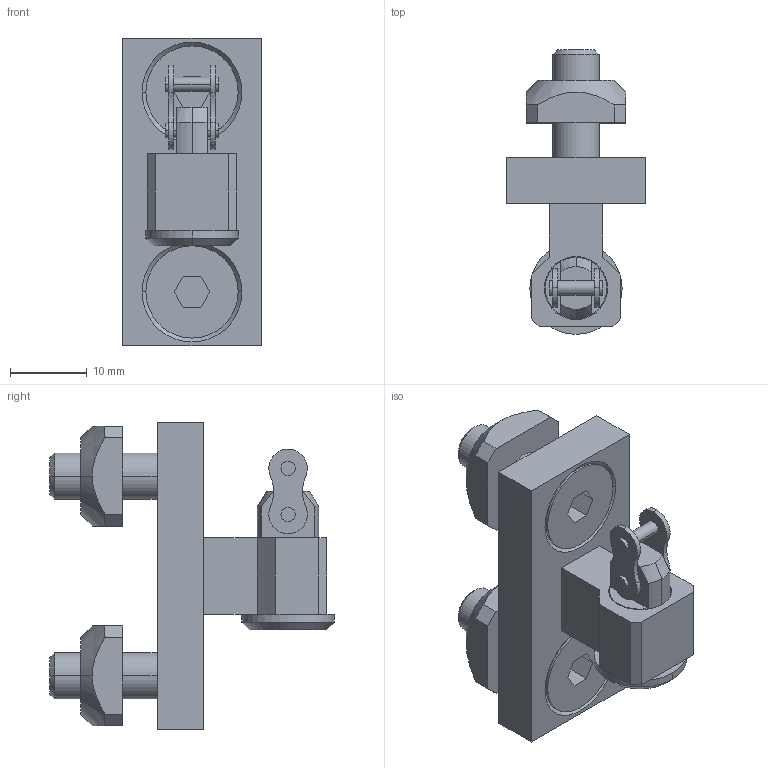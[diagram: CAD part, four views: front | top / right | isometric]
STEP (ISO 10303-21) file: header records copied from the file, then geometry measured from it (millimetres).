
FILE_DESCRIPTION(('STEP AP214'),'1');
FILE_NAME('cctmp_030AC042-A3ED-4C8E-B793-968E397CDDB6_2020_9_21_17_18_35_475..stp','2020-09-21T15:18:35',('MiniTec Maschinenbau GmbH & Co.KG'),('CADClick - www.CADClick.com'),'Spatial InterOp 3D',' ','unknown authorization');
FILE_SCHEMA(('AUTOMOTIVE_DESIGN'));
Length unit declared in the file: millimetre
Products named in the file (3): 21.1712/0
Assembly tree (2 placements, depth 2):
  (unnamed)
    21.1712/0
    21.1712/0
Bounding box: 18 x 37 x 40 mm (x, y, z)
Volume: 8105.3 mm3; surface area: 5946.7 mm2
Topology: 5 solids, 5 shells, 140 faces, 336 edges, 220 vertices
Faces by surface type: plane 70, cylinder 48, cone 22
Entity records: 5304 total; most frequent: CARTESIAN_POINT 747, DIRECTION 724, ORIENTED_EDGE 672, EDGE_CURVE 336, AXIS2_PLACEMENT_3D 269, VERTEX_POINT 220, LINE 186, VECTOR 186
